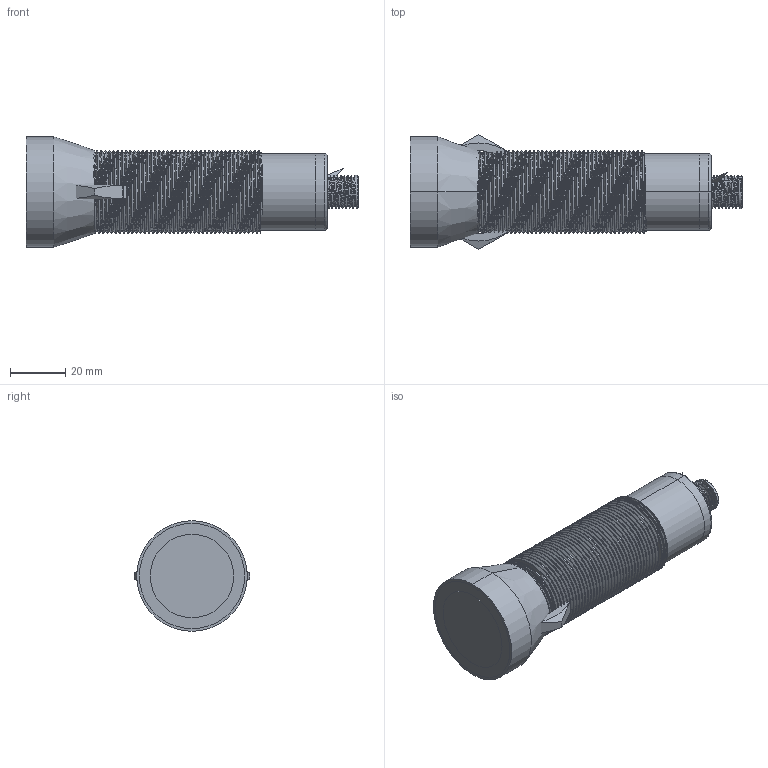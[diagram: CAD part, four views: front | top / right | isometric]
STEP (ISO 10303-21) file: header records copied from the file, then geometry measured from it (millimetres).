
FILE_DESCRIPTION (( 'STEP AP214' ), '1' );
FILE_NAME ('PXUS3000-30NV15_3D.step', '2023-06-21T22:48:14', ( '' ), ( '' ), 'SwSTEP 2.0', 'SolidWorks 2022', '' );
FILE_SCHEMA (( 'AUTOMOTIVE_DESIGN' ));
Length unit declared in the file: inch
Products named in the file (3): PXUS3000-30NV15; M30 NUT MA1; PXUS3000-30NV15_3D
Assembly tree (3 placements, depth 1):
  PXUS3000-30NV15
  M30 NUT MA1
  PXUS3000-30NV15_3D
Bounding box: 120 x 41.57 x 40 mm (x, y, z)
Volume: 1972.5 mm3; surface area: 19033.5 mm2
Topology: 1 solids, 4 shells, 176 faces, 501 edges, 330 vertices
Faces by surface type: cylinder 124, plane 23, sphere 10, cone 10, bspline 7, torus 2
Entity records: 14252 total; most frequent: CARTESIAN_POINT 10137, ORIENTED_EDGE 936, DIRECTION 665, EDGE_CURVE 468, VERTEX_POINT 306, AXIS2_PLACEMENT_3D 256, EDGE_LOOP 188, ADVANCED_FACE 176
